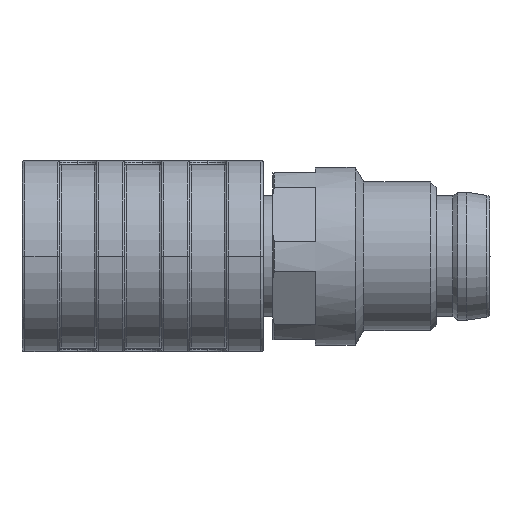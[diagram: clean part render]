
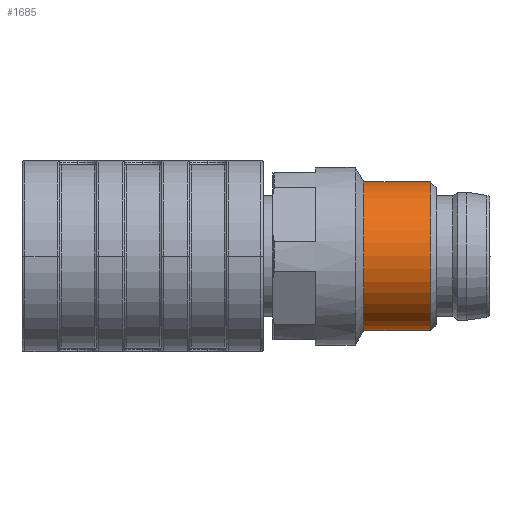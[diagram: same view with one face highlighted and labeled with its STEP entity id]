
A CAD part, front view. The second image highlights one B-rep face of the part: STEP entity #1685.
In plain terms, the highlighted cylindrical face has radius 4 mm (diameter 8 mm), a full revolution.
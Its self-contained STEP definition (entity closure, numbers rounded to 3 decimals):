
#1685=ADVANCED_FACE('',(#2108,#2109),#2000,.T.);
#2000=CYLINDRICAL_SURFACE('',#6952,4.);
#2108=FACE_BOUND('',#2422,.T.);
#2109=FACE_BOUND('',#2423,.T.);
#2422=EDGE_LOOP('',(#3531));
#2423=EDGE_LOOP('',(#3532));
#3531=ORIENTED_EDGE('',*,*,#5549,.F.);
#3532=ORIENTED_EDGE('',*,*,#5550,.T.);
#4804=VERTEX_POINT('',#10522);
#4805=VERTEX_POINT('',#10524);
#5549=EDGE_CURVE('',#4804,#4804,#6295,.T.);
#5550=EDGE_CURVE('',#4805,#4805,#6296,.T.);
#6295=CIRCLE('',#6950,4.);
#6296=CIRCLE('',#6951,4.);
#6950=AXIS2_PLACEMENT_3D('',#10521,#8390,#8391);
#6951=AXIS2_PLACEMENT_3D('',#10523,#8392,#8393);
#6952=AXIS2_PLACEMENT_3D('',#10525,#8394,#8395);
#8390=DIRECTION('',(-1.,0.,0.));
#8391=DIRECTION('',(0.,0.5,-0.866));
#8392=DIRECTION('',(-1.,0.,0.));
#8393=DIRECTION('',(0.,0.5,-0.866));
#8394=DIRECTION('',(-1.,0.,0.));
#8395=DIRECTION('',(0.,-0.5,0.866));
#10521=CARTESIAN_POINT('',(99.602,11.101,-0.023));
#10522=CARTESIAN_POINT('',(99.602,13.101,-3.487));
#10523=CARTESIAN_POINT('',(103.202,11.101,-0.023));
#10524=CARTESIAN_POINT('',(103.202,13.101,-3.487));
#10525=CARTESIAN_POINT('',(93.402,11.101,-0.023));
